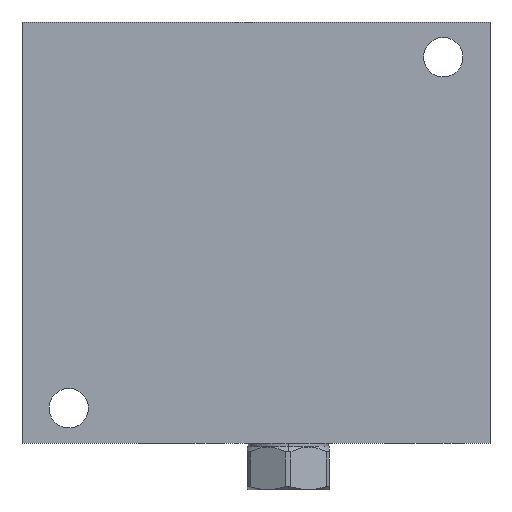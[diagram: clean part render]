
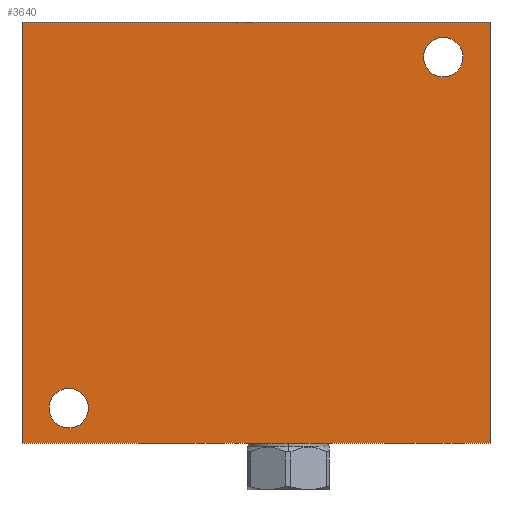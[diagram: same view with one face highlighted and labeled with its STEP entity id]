
A CAD part, left-side view. The second image highlights one B-rep face of the part: STEP entity #3640.
In plain terms, the highlighted planar face has unit normal (-1, 0, 0).
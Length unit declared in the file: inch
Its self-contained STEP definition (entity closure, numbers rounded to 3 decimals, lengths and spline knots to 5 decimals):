
#1=DIRECTION('',(0.,-1.,0.));
#2=VECTOR('',#1,5.);
#3=CARTESIAN_POINT('',(0.,0.,0.));
#4=LINE('',#3,#2);
#47=DIRECTION('',(0.,0.,1.));
#48=VECTOR('',#47,4.5);
#49=CARTESIAN_POINT('',(0.,0.,0.));
#50=LINE('',#49,#48);
#51=CARTESIAN_POINT('',(0.,-4.5,4.125));
#52=DIRECTION('',(-1.,0.,0.));
#53=DIRECTION('',(0.,1.,0.));
#54=AXIS2_PLACEMENT_3D('',#51,#52,#53);
#56=CARTESIAN_POINT('',(0.,-4.5,4.125));
#57=DIRECTION('',(-1.,0.,0.));
#58=DIRECTION('',(0.,-1.,0.));
#59=AXIS2_PLACEMENT_3D('',#56,#57,#58);
#61=CARTESIAN_POINT('',(0.,-0.5,0.375));
#62=DIRECTION('',(-1.,0.,0.));
#63=DIRECTION('',(0.,1.,0.));
#64=AXIS2_PLACEMENT_3D('',#61,#62,#63);
#66=CARTESIAN_POINT('',(0.,-0.5,0.375));
#67=DIRECTION('',(-1.,0.,0.));
#68=DIRECTION('',(0.,-1.,0.));
#69=AXIS2_PLACEMENT_3D('',#66,#67,#68);
#139=DIRECTION('',(0.,0.,1.));
#140=VECTOR('',#139,4.5);
#141=CARTESIAN_POINT('',(0.,-5.,0.));
#142=LINE('',#141,#140);
#163=DIRECTION('',(0.,-1.,0.));
#164=VECTOR('',#163,5.);
#165=CARTESIAN_POINT('',(0.,0.,4.5));
#166=LINE('',#165,#164);
#3130=CARTESIAN_POINT('',(0.,0.,0.));
#3131=CARTESIAN_POINT('',(0.,-5.,0.));
#3132=VERTEX_POINT('',#3130);
#3133=VERTEX_POINT('',#3131);
#3138=CARTESIAN_POINT('',(0.,0.,4.5));
#3139=CARTESIAN_POINT('',(0.,-5.,4.5));
#3140=VERTEX_POINT('',#3138);
#3141=VERTEX_POINT('',#3139);
#3274=CARTESIAN_POINT('',(0.,-4.289,4.125));
#3275=CARTESIAN_POINT('',(0.,-4.711,4.125));
#3276=VERTEX_POINT('',#3274);
#3277=VERTEX_POINT('',#3275);
#3282=CARTESIAN_POINT('',(0.,-0.289,0.375));
#3283=CARTESIAN_POINT('',(0.,-0.711,0.375));
#3284=VERTEX_POINT('',#3282);
#3285=VERTEX_POINT('',#3283);
#3614=CARTESIAN_POINT('',(0.,0.,0.));
#3615=DIRECTION('',(-1.,0.,0.));
#3616=DIRECTION('',(0.,-1.,0.));
#3617=AXIS2_PLACEMENT_3D('',#3614,#3615,#3616);
#3618=PLANE('',#3617);
#3619=ORIENTED_EDGE('',*,*,#3585,.F.);
#3621=ORIENTED_EDGE('',*,*,#3620,.T.);
#3623=ORIENTED_EDGE('',*,*,#3622,.T.);
#3625=ORIENTED_EDGE('',*,*,#3624,.F.);
#3626=EDGE_LOOP('',(#3619,#3621,#3623,#3625));
#3627=FACE_OUTER_BOUND('',#3626,.F.);
#3629=ORIENTED_EDGE('',*,*,#3628,.T.);
#3631=ORIENTED_EDGE('',*,*,#3630,.T.);
#3632=EDGE_LOOP('',(#3629,#3631));
#3633=FACE_BOUND('',#3632,.F.);
#3635=ORIENTED_EDGE('',*,*,#3634,.T.);
#3637=ORIENTED_EDGE('',*,*,#3636,.T.);
#3638=EDGE_LOOP('',(#3635,#3637));
#3639=FACE_BOUND('',#3638,.F.);
#3640=ADVANCED_FACE('',(#3627,#3633,#3639),#3618,.T.);
#55=CIRCLE('',#54,0.211);
#60=CIRCLE('',#59,0.211);
#65=CIRCLE('',#64,0.211);
#70=CIRCLE('',#69,0.211);
#3585=EDGE_CURVE('',#3132,#3133,#4,.T.);
#3620=EDGE_CURVE('',#3132,#3140,#50,.T.);
#3622=EDGE_CURVE('',#3140,#3141,#166,.T.);
#3624=EDGE_CURVE('',#3133,#3141,#142,.T.);
#3628=EDGE_CURVE('',#3276,#3277,#55,.T.);
#3630=EDGE_CURVE('',#3277,#3276,#60,.T.);
#3634=EDGE_CURVE('',#3284,#3285,#65,.T.);
#3636=EDGE_CURVE('',#3285,#3284,#70,.T.);
